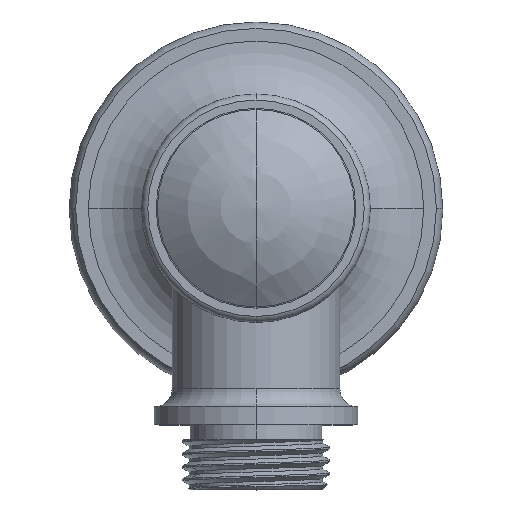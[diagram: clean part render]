
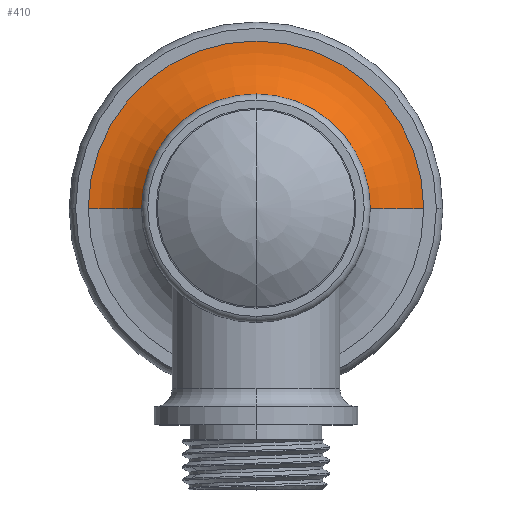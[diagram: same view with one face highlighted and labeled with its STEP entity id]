
A CAD part, top view. The second image highlights one B-rep face of the part: STEP entity #410.
In plain terms, the highlighted toroidal (fillet/blend) face has major radius 23.622 mm and minor radius 9.652 mm.
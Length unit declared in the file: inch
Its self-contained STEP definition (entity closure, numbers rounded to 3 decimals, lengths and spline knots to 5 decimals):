
#77=CARTESIAN_POINT('',(0.,0.,0.71));
#78=DIRECTION('',(0.,0.,1.));
#79=DIRECTION('',(1.,0.,0.));
#80=AXIS2_PLACEMENT_3D('',#77,#78,#79);
#96=CARTESIAN_POINT('',(0.,0.,0.33));
#97=DIRECTION('',(0.,0.,-1.));
#98=DIRECTION('',(-1.,0.,0.));
#99=AXIS2_PLACEMENT_3D('',#96,#97,#98);
#101=CARTESIAN_POINT('',(0.93,0.,0.71));
#102=DIRECTION('',(0.,1.,0.));
#103=DIRECTION('',(0.,0.,-1.));
#104=AXIS2_PLACEMENT_3D('',#101,#102,#103);
#111=CARTESIAN_POINT('',(-0.93,0.,0.71));
#112=DIRECTION('',(0.,-1.,0.));
#113=DIRECTION('',(0.,0.,-1.));
#114=AXIS2_PLACEMENT_3D('',#111,#112,#113);
#236=CARTESIAN_POINT('',(0.55,0.,0.71));
#237=VERTEX_POINT('',#236);
#238=CARTESIAN_POINT('',(-0.55,0.,0.71));
#239=VERTEX_POINT('',#238);
#240=CARTESIAN_POINT('',(0.93,0.,0.33));
#241=VERTEX_POINT('',#240);
#242=CARTESIAN_POINT('',(-0.93,0.,0.33));
#243=VERTEX_POINT('',#242);
#396=CARTESIAN_POINT('',(0.,0.,0.71));
#397=DIRECTION('',(0.,0.,1.));
#398=DIRECTION('',(1.,-0.01,0.));
#399=AXIS2_PLACEMENT_3D('',#396,#397,#398);
#400=TOROIDAL_SURFACE('',#399,0.93,0.38);
#401=ORIENTED_EDGE('',*,*,#367,.T.);
#403=ORIENTED_EDGE('',*,*,#402,.F.);
#405=ORIENTED_EDGE('',*,*,#404,.T.);
#407=ORIENTED_EDGE('',*,*,#406,.T.);
#408=EDGE_LOOP('',(#401,#403,#405,#407));
#409=FACE_OUTER_BOUND('',#408,.F.);
#410=ADVANCED_FACE('',(#409),#400,.F.);
#81=CIRCLE('',#80,0.55);
#100=CIRCLE('',#99,0.93);
#105=CIRCLE('',#104,0.38);
#115=CIRCLE('',#114,0.38);
#367=EDGE_CURVE('',#237,#239,#81,.T.);
#402=EDGE_CURVE('',#243,#239,#115,.T.);
#404=EDGE_CURVE('',#243,#241,#100,.T.);
#406=EDGE_CURVE('',#241,#237,#105,.T.);
